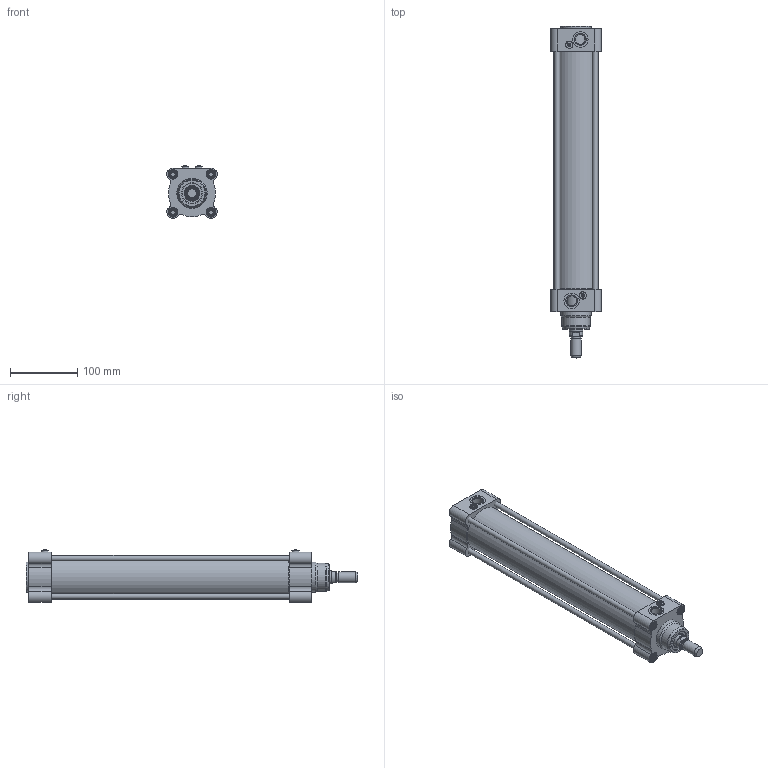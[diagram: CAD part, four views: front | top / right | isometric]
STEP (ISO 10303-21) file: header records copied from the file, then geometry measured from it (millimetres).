
FILE_DESCRIPTION((''),'2;1');
FILE_NAME('YDM063.300.GS.M.stp','2014-07-08T16:47:04',('carlo.corazza'),(''),'Autodesk Inventor 2012','Autodesk Inventor 2012','');
FILE_SCHEMA(('AUTOMOTIVE_DESIGN { 1 0 10303 214 1 1 1 1 }'));
Length unit declared in the file: millimetre
Products named in the file (6): YDM063..GS.M; CORPO-300; STELO-300; TA; TIRANTE-300; TP
Assembly tree (8 placements, depth 2):
  YDM063..GS.M
    CORPO-300
    STELO-300
    TA
    TIRANTE-300  x4
    TP
Bounding box: 74.97 x 494 x 78.68 mm (x, y, z)
Volume: 666158.3 mm3; surface area: 283729.5 mm2
Topology: 14 solids, 14 shells, 498 faces, 1122 edges, 705 vertices
Faces by surface type: plane 195, cone 142, cylinder 110, torus 43, revolution 8
Full cylindrical faces by diameter (mm): 3 x4, 3.9 x2, 4.3 x2, 4.5 x2, 5 x2, 5.3 x2, 6.647 x8, 7.8 x4, 7.99 x2, 8 x10, 10.7 x2, 11 x2, 12 x1, 13 x8, 13.5 x9, 14.95 x2, 16 x1, 19.5 x1, 20 x2, 20.8 x1, 20.847 x1, 23 x2, 24 x2, 30 x3, 42 x1, 45 x2, 63 x1, 66 x1
Entity records: 13182 total; most frequent: CARTESIAN_POINT 2577, DIRECTION 2182, ORIENTED_EDGE 1724, AXIS2_PLACEMENT_3D 939, EDGE_CURVE 862, EDGE_LOOP 754, VERTEX_POINT 652, FACE_OUTER_BOUND 483
